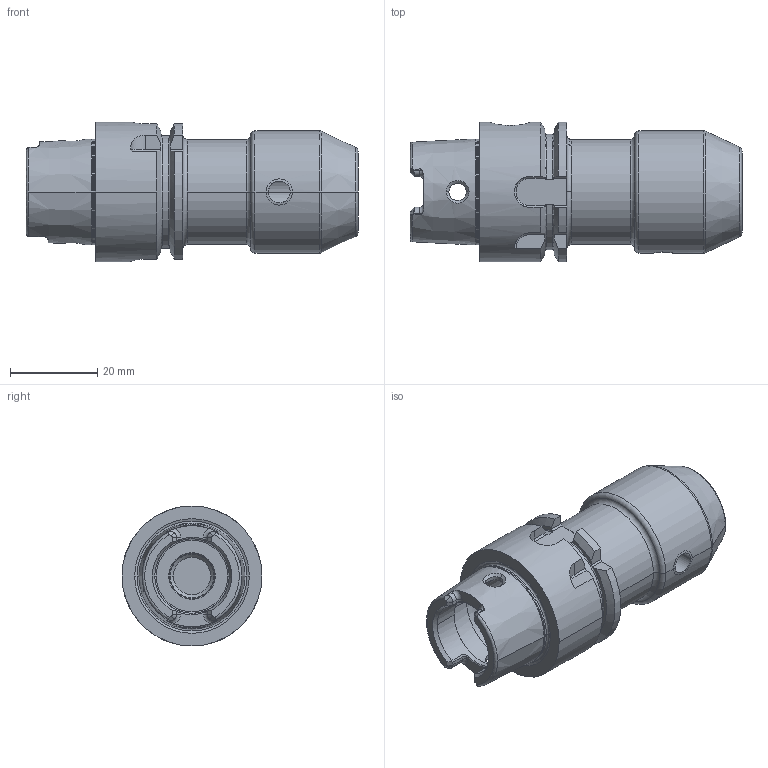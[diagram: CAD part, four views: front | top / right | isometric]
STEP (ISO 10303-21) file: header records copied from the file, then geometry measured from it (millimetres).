
FILE_DESCRIPTION((''),'2;1');
FILE_NAME('A32-000-08','2011-09-01T',('mei'),(''),'PRO/ENGINEER BY PARAMETRIC TECHNOLOGY CORPORATION, 2010430','PRO/ENGINEER BY PARAMETRIC TECHNOLOGY CORPORATION, 2010430','');
FILE_SCHEMA(('CONFIG_CONTROL_DESIGN'));
Length unit declared in the file: millimetre
Products named in the file (1): A32-000-08
Bounding box: 75.9 x 32 x 32 mm (x, y, z)
Volume: 32917.7 mm3; surface area: 11345.9 mm2
Topology: 1 solids, 3 shells, 195 faces, 496 edges, 302 vertices
Faces by surface type: plane 62, cylinder 55, torus 36, cone 32, bspline 8, extrusion 2
Entity records: 7096 total; most frequent: CARTESIAN_POINT 2449, ORIENTED_EDGE 984, DIRECTION 944, EDGE_CURVE 496, AXIS2_PLACEMENT_3D 364, VERTEX_POINT 302, VECTOR 216, LINE 214
